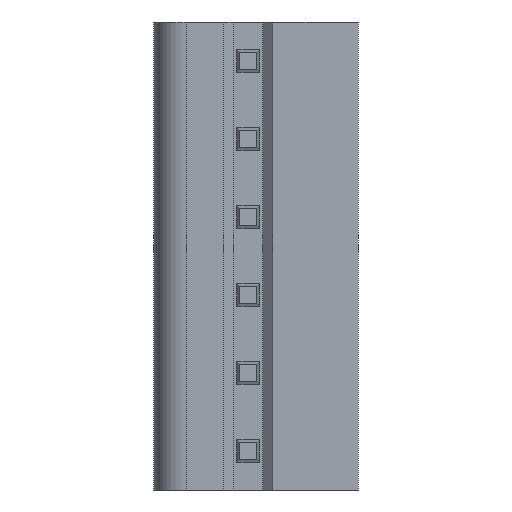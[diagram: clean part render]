
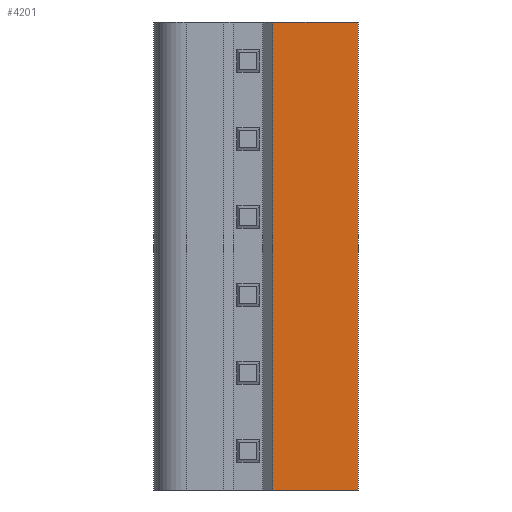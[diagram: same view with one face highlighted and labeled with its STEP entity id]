
A CAD part, front view. The second image highlights one B-rep face of the part: STEP entity #4201.
In plain terms, the highlighted planar face has unit normal (0, -1, 0).
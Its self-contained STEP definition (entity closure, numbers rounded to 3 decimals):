
#105 = VERTEX_POINT ( 'NONE', #2314 ) ;
#239 = DIRECTION ( 'NONE',  ( 0., 0., -1. ) ) ;
#410 = CARTESIAN_POINT ( 'NONE',  ( -8.25, 0., 0. ) ) ;
#559 = EDGE_CURVE ( 'NONE', #2049, #105, #5191, .T. ) ;
#893 = CARTESIAN_POINT ( 'NONE',  ( -4.35, 0., 0. ) ) ;
#896 = ORIENTED_EDGE ( 'NONE', *, *, #1558, .F. ) ;
#1014 = CARTESIAN_POINT ( 'NONE',  ( 0., 0., -23.76 ) ) ;
#1021 = DIRECTION ( 'NONE',  ( 0., 0., -1. ) ) ;
#1073 = CARTESIAN_POINT ( 'NONE',  ( 0., 0., -23.76 ) ) ;
#1403 = FACE_OUTER_BOUND ( 'NONE', #5228, .T. ) ;
#1446 = DIRECTION ( 'NONE',  ( 0., 0., -1. ) ) ;
#1505 = DIRECTION ( 'NONE',  ( 1., 0., 0. ) ) ;
#1525 = VECTOR ( 'NONE', #2625, 1000. ) ;
#1558 = EDGE_CURVE ( 'NONE', #105, #3308, #3663, .T. ) ;
#1672 = LINE ( 'NONE', #3860, #1525 ) ;
#1883 = CARTESIAN_POINT ( 'NONE',  ( -4.35, 0., -23.76 ) ) ;
#2049 = VERTEX_POINT ( 'NONE', #893 ) ;
#2314 = CARTESIAN_POINT ( 'NONE',  ( 0., 0., 0. ) ) ;
#2541 = AXIS2_PLACEMENT_3D ( 'NONE', #1014, #4045, #1446 ) ;
#2554 = EDGE_CURVE ( 'NONE', #4204, #3308, #1672, .T. ) ;
#2625 = DIRECTION ( 'NONE',  ( 1., 0., 0. ) ) ;
#3308 = VERTEX_POINT ( 'NONE', #4077 ) ;
#3440 = VECTOR ( 'NONE', #1505, 1000. ) ;
#3635 = VECTOR ( 'NONE', #239, 1000. ) ;
#3663 = LINE ( 'NONE', #1073, #4692 ) ;
#3778 = LINE ( 'NONE', #5465, #3635 ) ;
#3860 = CARTESIAN_POINT ( 'NONE',  ( -8.25, 0., -23.76 ) ) ;
#3900 = EDGE_CURVE ( 'NONE', #2049, #4204, #3778, .T. ) ;
#3990 = ORIENTED_EDGE ( 'NONE', *, *, #3900, .T. ) ;
#4045 = DIRECTION ( 'NONE',  ( 0., -1., 0. ) ) ;
#4077 = CARTESIAN_POINT ( 'NONE',  ( 0., 0., -23.76 ) ) ;
#4201 = ADVANCED_FACE ( 'NONE', ( #1403 ), #4897, .T. ) ;
#4204 = VERTEX_POINT ( 'NONE', #1883 ) ;
#4226 = ORIENTED_EDGE ( 'NONE', *, *, #559, .F. ) ;
#4419 = ORIENTED_EDGE ( 'NONE', *, *, #2554, .T. ) ;
#4692 = VECTOR ( 'NONE', #1021, 1000. ) ;
#4897 = PLANE ( 'NONE',  #2541 ) ;
#5191 = LINE ( 'NONE', #410, #3440 ) ;
#5228 = EDGE_LOOP ( 'NONE', ( #4419, #896, #4226, #3990 ) ) ;
#5465 = CARTESIAN_POINT ( 'NONE',  ( -4.35, 0., -23.76 ) ) ;
